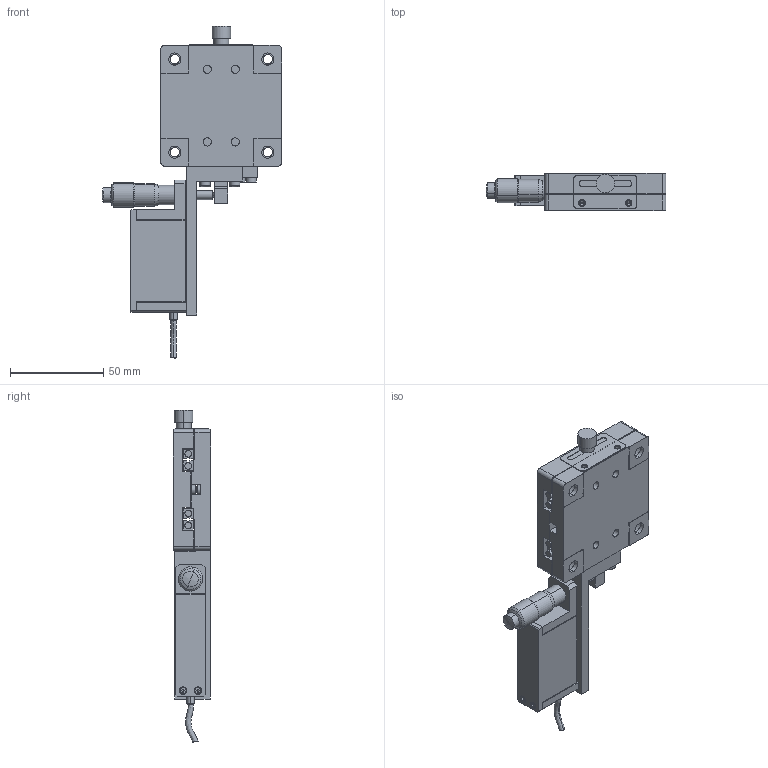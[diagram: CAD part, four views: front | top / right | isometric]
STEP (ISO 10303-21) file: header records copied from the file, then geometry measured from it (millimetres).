
FILE_DESCRIPTION (( 'STEP AP203' ), '1' );
FILE_NAME ('X65P84SK250.STEP', '2022-01-24T01:09:56', ( '' ), ( '' ), 'SwSTEP 2.0', 'SolidWorks 2016', '' );
FILE_SCHEMA (( 'CONFIG_CONTROL_DESIGN' ));
Length unit declared in the file: millimetre
Products named in the file (1): X65P84SK250
Bounding box: 96.5 x 20 x 178.4 mm (x, y, z)
Volume: 114549.6 mm3; surface area: 58247.6 mm2
Topology: 27 solids, 27 shells, 675 faces, 1638 edges, 1021 vertices
Faces by surface type: plane 330, cylinder 245, cone 72, torus 22, sphere 4, bspline 2
Entity records: 20134 total; most frequent: CARTESIAN_POINT 3781, DIRECTION 3579, ORIENTED_EDGE 3194, EDGE_CURVE 1597, AXIS2_PLACEMENT_3D 1334, VERTEX_POINT 1018, VECTOR 911, LINE 911
